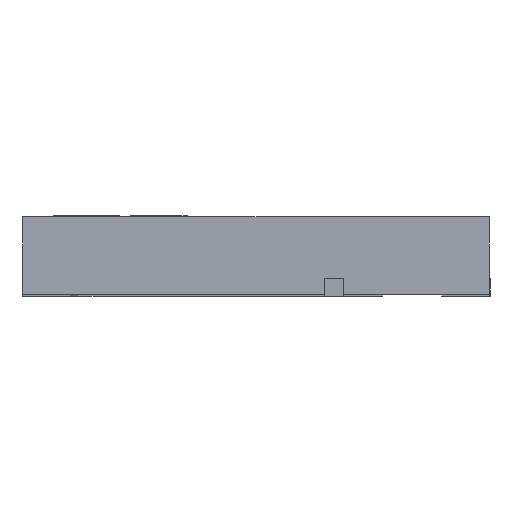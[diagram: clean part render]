
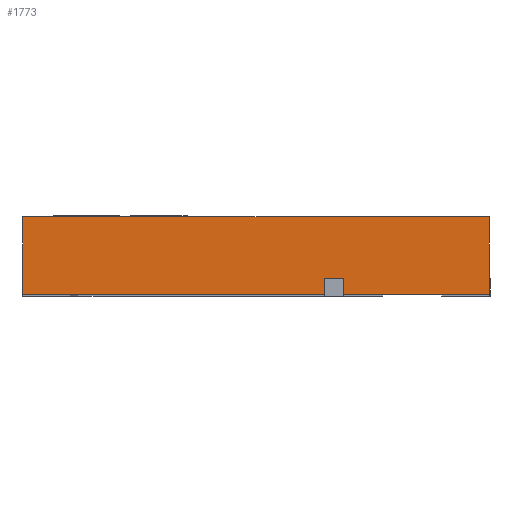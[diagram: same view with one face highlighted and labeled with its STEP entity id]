
A CAD part, left-side view. The second image highlights one B-rep face of the part: STEP entity #1773.
In plain terms, the highlighted planar face has unit normal (-1, 0, 0).
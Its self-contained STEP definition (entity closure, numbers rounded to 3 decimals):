
#344 = DIRECTION ( 'NONE',  ( 0., 0., -1. ) ) ;
#901 = VERTEX_POINT ( 'NONE', #7850 ) ;
#1008 = LINE ( 'NONE', #7812, #10347 ) ;
#1773 = ADVANCED_FACE ( 'NONE', ( #1901 ), #8867, .F. ) ;
#1883 = CARTESIAN_POINT ( 'NONE',  ( -2.5, 3., 0. ) ) ;
#1901 = FACE_OUTER_BOUND ( 'NONE', #2069, .T. ) ;
#2005 = LINE ( 'NONE', #14169, #5427 ) ;
#2069 = EDGE_LOOP ( 'NONE', ( #10262, #4045, #11452, #5137, #7226, #10520, #5014, #2518 ) ) ;
#2279 = VERTEX_POINT ( 'NONE', #16554 ) ;
#2377 = DIRECTION ( 'NONE',  ( 0., 0., -1. ) ) ;
#2518 = ORIENTED_EDGE ( 'NONE', *, *, #3417, .T. ) ;
#2555 = LINE ( 'NONE', #17768, #7729 ) ;
#2577 = VECTOR ( 'NONE', #2377, 1000. ) ;
#2604 = VERTEX_POINT ( 'NONE', #4750 ) ;
#3071 = CARTESIAN_POINT ( 'NONE',  ( -2.5, 3., 1. ) ) ;
#3417 = EDGE_CURVE ( 'NONE', #2279, #17016, #4337, .T. ) ;
#4007 = LINE ( 'NONE', #10926, #17117 ) ;
#4045 = ORIENTED_EDGE ( 'NONE', *, *, #8694, .T. ) ;
#4337 = LINE ( 'NONE', #3071, #6573 ) ;
#4620 = CARTESIAN_POINT ( 'NONE',  ( -2.5, 3., 1. ) ) ;
#4724 = CARTESIAN_POINT ( 'NONE',  ( -2.5, -1.13, 0. ) ) ;
#4750 = CARTESIAN_POINT ( 'NONE',  ( -2.5, -3., 0. ) ) ;
#5014 = ORIENTED_EDGE ( 'NONE', *, *, #15050, .F. ) ;
#5137 = ORIENTED_EDGE ( 'NONE', *, *, #10451, .T. ) ;
#5352 = AXIS2_PLACEMENT_3D ( 'NONE', #4620, #10107, #15562 ) ;
#5427 = VECTOR ( 'NONE', #7522, 1000. ) ;
#5447 = DIRECTION ( 'NONE',  ( 0., -1., 0. ) ) ;
#6573 = VECTOR ( 'NONE', #344, 1000. ) ;
#6594 = CARTESIAN_POINT ( 'NONE',  ( -2.5, 3., 0.2 ) ) ;
#6686 = LINE ( 'NONE', #6594, #7196 ) ;
#7196 = VECTOR ( 'NONE', #11890, 1000. ) ;
#7226 = ORIENTED_EDGE ( 'NONE', *, *, #9672, .T. ) ;
#7522 = DIRECTION ( 'NONE',  ( 0., -1., 0. ) ) ;
#7729 = VECTOR ( 'NONE', #5447, 1000. ) ;
#7809 = CARTESIAN_POINT ( 'NONE',  ( -2.5, -1.13, 0.2 ) ) ;
#7812 = CARTESIAN_POINT ( 'NONE',  ( -2.5, -3., 1. ) ) ;
#7850 = CARTESIAN_POINT ( 'NONE',  ( -2.5, -0.88, 0.2 ) ) ;
#8694 = EDGE_CURVE ( 'NONE', #12124, #901, #10877, .T. ) ;
#8867 = PLANE ( 'NONE',  #5352 ) ;
#8888 = DIRECTION ( 'NONE',  ( 0., 0., -1. ) ) ;
#8977 = CARTESIAN_POINT ( 'NONE',  ( -2.5, -1.13, 1. ) ) ;
#9449 = CARTESIAN_POINT ( 'NONE',  ( -2.5, -0.88, 1. ) ) ;
#9502 = DIRECTION ( 'NONE',  ( 0., -1., 0. ) ) ;
#9672 = EDGE_CURVE ( 'NONE', #15690, #2604, #2555, .T. ) ;
#10107 = DIRECTION ( 'NONE',  ( 1., 0., 0. ) ) ;
#10217 = EDGE_CURVE ( 'NONE', #10920, #901, #6686, .T. ) ;
#10262 = ORIENTED_EDGE ( 'NONE', *, *, #16226, .T. ) ;
#10347 = VECTOR ( 'NONE', #8888, 1000. ) ;
#10379 = EDGE_CURVE ( 'NONE', #12726, #2604, #1008, .T. ) ;
#10451 = EDGE_CURVE ( 'NONE', #10920, #15690, #15858, .T. ) ;
#10520 = ORIENTED_EDGE ( 'NONE', *, *, #10379, .F. ) ;
#10877 = LINE ( 'NONE', #9449, #12836 ) ;
#10920 = VERTEX_POINT ( 'NONE', #7809 ) ;
#10926 = CARTESIAN_POINT ( 'NONE',  ( -2.5, 3., 1. ) ) ;
#11452 = ORIENTED_EDGE ( 'NONE', *, *, #10217, .F. ) ;
#11763 = CARTESIAN_POINT ( 'NONE',  ( -2.5, -3., 1. ) ) ;
#11890 = DIRECTION ( 'NONE',  ( 0., 1., 0. ) ) ;
#12124 = VERTEX_POINT ( 'NONE', #16488 ) ;
#12726 = VERTEX_POINT ( 'NONE', #11763 ) ;
#12836 = VECTOR ( 'NONE', #13494, 1000. ) ;
#13494 = DIRECTION ( 'NONE',  ( 0., 0., 1. ) ) ;
#14169 = CARTESIAN_POINT ( 'NONE',  ( -2.5, 3., 0. ) ) ;
#15050 = EDGE_CURVE ( 'NONE', #2279, #12726, #4007, .T. ) ;
#15562 = DIRECTION ( 'NONE',  ( 0., 1., 0. ) ) ;
#15690 = VERTEX_POINT ( 'NONE', #4724 ) ;
#15858 = LINE ( 'NONE', #8977, #2577 ) ;
#16226 = EDGE_CURVE ( 'NONE', #17016, #12124, #2005, .T. ) ;
#16488 = CARTESIAN_POINT ( 'NONE',  ( -2.5, -0.88, 0. ) ) ;
#16554 = CARTESIAN_POINT ( 'NONE',  ( -2.5, 3., 1. ) ) ;
#17016 = VERTEX_POINT ( 'NONE', #1883 ) ;
#17117 = VECTOR ( 'NONE', #9502, 1000. ) ;
#17768 = CARTESIAN_POINT ( 'NONE',  ( -2.5, 3., 0. ) ) ;
